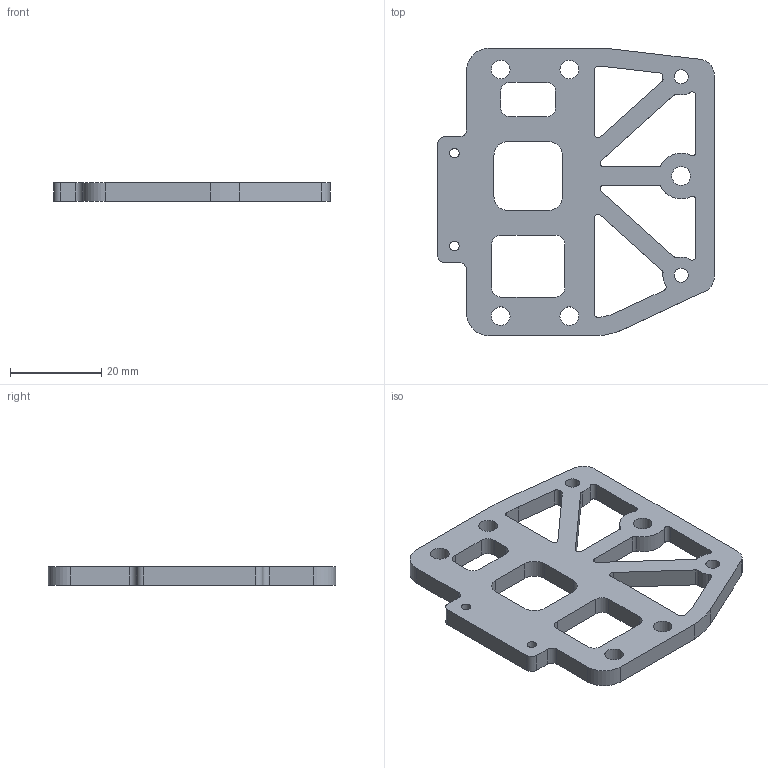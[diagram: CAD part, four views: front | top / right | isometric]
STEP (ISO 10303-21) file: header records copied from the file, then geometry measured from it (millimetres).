
FILE_DESCRIPTION(('FreeCAD Model'),'2;1');
FILE_NAME('Open CASCADE Shape Model','2024-01-15T21:12:28',(''),(''), 'Open CASCADE STEP processor 7.6','FreeCAD','Unknown');
FILE_SCHEMA(('AUTOMOTIVE_DESIGN { 1 0 10303 214 1 1 1 1 }'));
Length unit declared in the file: millimetre
Products named in the file (1): HGX安装座+0mm
Bounding box: 60.55 x 63 x 4 mm (x, y, z)
Volume: 8300.6 mm3; surface area: 6990.9 mm2
Topology: 1 solids, 1 shells, 93 faces, 273 edges, 182 vertices
Faces by surface type: cylinder 57, plane 36
Full cylindrical faces by diameter (mm): 2.1 x2, 3.1 x2, 4.1 x5
Entity records: 3227 total; most frequent: DIRECTION 575, CARTESIAN_POINT 549, ORIENTED_EDGE 546, EDGE_CURVE 273, AXIS2_PLACEMENT_3D 208, VERTEX_POINT 182, LINE 159, VECTOR 159
